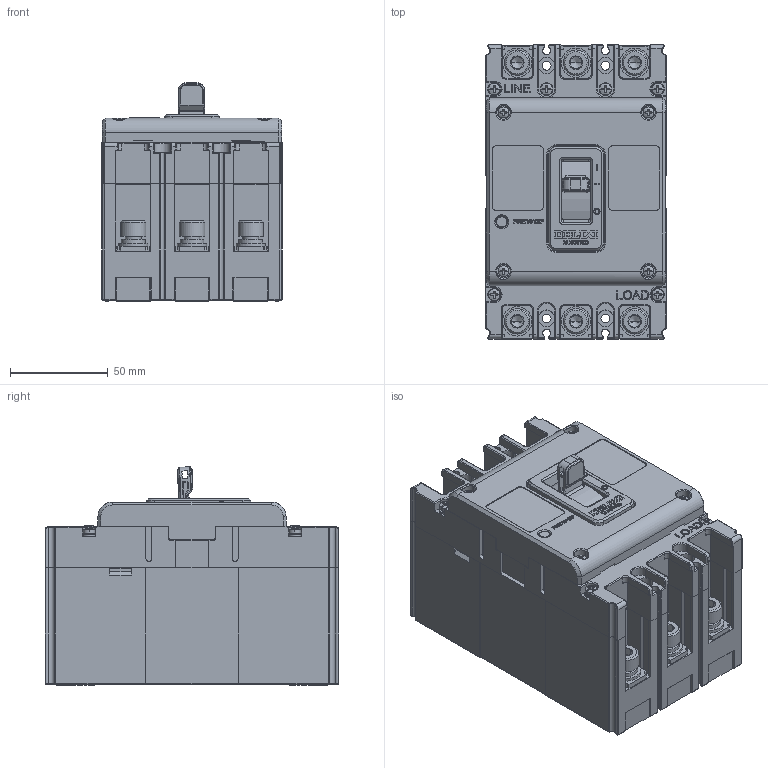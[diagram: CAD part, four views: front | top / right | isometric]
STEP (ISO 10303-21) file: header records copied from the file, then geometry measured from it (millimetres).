
FILE_DESCRIPTION((''),'2;1');
FILE_NAME('2256020500_ASM','2017-11-20T',('yan.shen'),(''),'PRO/ENGINEER BY PARAMETRIC TECHNOLOGY CORPORATION, 2015440','PRO/ENGINEER BY PARAMETRIC TECHNOLOGY CORPORATION, 2015440','');
FILE_SCHEMA(('CONFIG_CONTROL_DESIGN'));
Products named in the file (36): JZ-5024028800; GB_T809_M3_5X12; 5024028800_ASM; 8585065400; 5551073300_ASM; 5551073400_ASM; 5551073500_ASM; 8585065500; 5420038100_ASM; 5420038200_ASM; 5615027400_ASM; 6760010700_ASM; 8742105400; 8750031500; 8760013600; 8750031300; 8253059200; 8865077900_AF0; 8865078000_AF0; 5253022500_ASM; 7010600401L_GB_T70_1_M8X16; 7090370701K_GB_T93_8; GB_T97_4_8; 5850008100_ASM; 8315058900; 8322007300; 8253059300; 8282073000_AF1; 8315059100; 7020100411_GB13806_2_ST2_9X8_A; 5315043000_ASM; GB_T823-M3_5X30; 7090300201_GB_T93_3; 8950019500; 5850007200_ASM; 2256020500_ASM
Assembly tree (67 placements, depth 6):
  2256020500_ASM
    6760010700_ASM
      5024028800_ASM
        JZ-5024028800
        GB_T809_M3_5X12  x6
      5551073500_ASM  x3
        5551073400_ASM
          5551073300_ASM
            8585065400
      5615027400_ASM  x3
        5420038200_ASM
          5420038100_ASM
            8585065500
    8742105400  x3
    8750031500  x3
    8760013600  x6
    8750031300
    5253022500_ASM
      8253059200
      8865077900_AF0
      8865078000_AF0
    5850008100_ASM  x6
      7010600401L_GB_T70_1_M8X16
      7090370701K_GB_T93_8
      GB_T97_4_8
    5315043000_ASM
      8315058900
      8322007300  x2
      8253059300
      8282073000_AF1
      8315059100
      7020100411_GB13806_2_ST2_9X8_A  x4
    5850007200_ASM  x6
      GB_T823-M3_5X30
      7090300201_GB_T93_3
      8950019500
Bounding box: 92 x 150 x 111.49 mm (x, y, z)
Volume: 413069.6 mm3; surface area: 323288.2 mm2
Topology: 75 solids, 104 shells, 5687 faces, 15136 edges, 9760 vertices
Faces by surface type: plane 3550, cylinder 1397, extrusion 208, cone 188, torus 166, bspline 140, sphere 38
Entity records: 150638 total; most frequent: CARTESIAN_POINT 41279, ORIENTED_EDGE 23358, DIRECTION 21366, EDGE_CURVE 11691, VECTOR 8708, LINE 8500, VERTEX_POINT 7558, AXIS2_PLACEMENT_3D 6329
